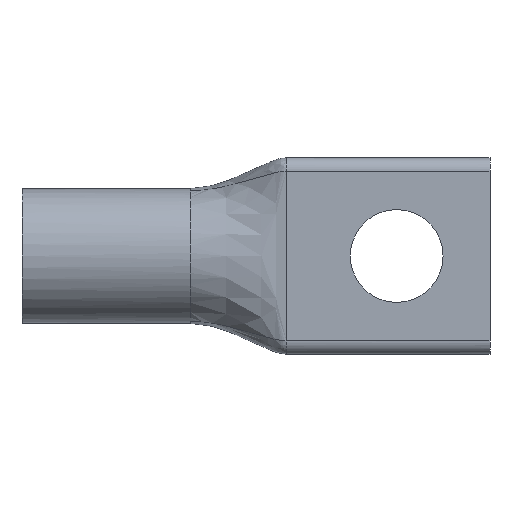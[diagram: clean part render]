
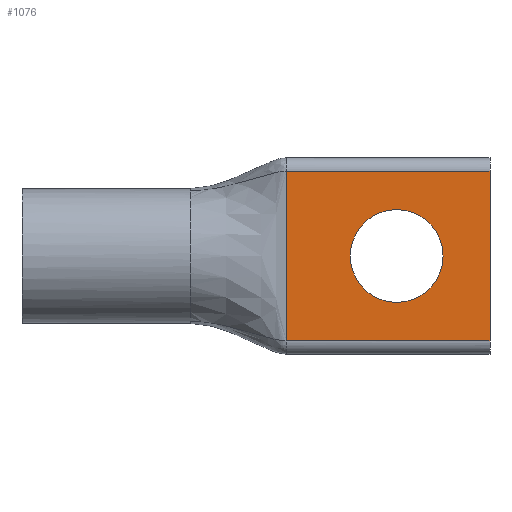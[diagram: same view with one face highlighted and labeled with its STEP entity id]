
A CAD part, front view. The second image highlights one B-rep face of the part: STEP entity #1076.
In plain terms, the highlighted planar face has unit normal (0, -1, 0).
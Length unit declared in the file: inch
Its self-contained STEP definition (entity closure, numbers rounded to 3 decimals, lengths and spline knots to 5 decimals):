
#5 = CIRCLE ( 'NONE', #718, 0.328 ) ;
#77 = PLANE ( 'NONE',  #443 ) ;
#93 = DIRECTION ( 'NONE',  ( -1., 0., 0. ) ) ;
#94 = EDGE_CURVE ( 'NONE', #937, #1399, #5, .T. ) ;
#112 = VERTEX_POINT ( 'NONE', #240 ) ;
#166 = ORIENTED_EDGE ( 'NONE', *, *, #1299, .F. ) ;
#220 = DIRECTION ( 'NONE',  ( 0., -1., 0. ) ) ;
#221 = AXIS2_PLACEMENT_3D ( 'NONE', #382, #831, #984 ) ;
#240 = CARTESIAN_POINT ( 'NONE',  ( 3.31, 0., -0.6 ) ) ;
#329 = CARTESIAN_POINT ( 'NONE',  ( 4.71293, 0., 0. ) ) ;
#333 = EDGE_LOOP ( 'NONE', ( #386, #1519 ) ) ;
#354 = ORIENTED_EDGE ( 'NONE', *, *, #1870, .F. ) ;
#355 = CARTESIAN_POINT ( 'NONE',  ( 1.87, 0., 0. ) ) ;
#359 = DIRECTION ( 'NONE',  ( 0., 0., -1. ) ) ;
#382 = CARTESIAN_POINT ( 'NONE',  ( 2.65, 0., 0. ) ) ;
#386 = ORIENTED_EDGE ( 'NONE', *, *, #94, .T. ) ;
#421 = DIRECTION ( 'NONE',  ( 0., 1., 0. ) ) ;
#443 = AXIS2_PLACEMENT_3D ( 'NONE', #329, #220, #1670 ) ;
#490 = CARTESIAN_POINT ( 'NONE',  ( 3.31, 0., 0. ) ) ;
#515 = CARTESIAN_POINT ( 'NONE',  ( 2.65, 0., -0.328 ) ) ;
#530 = LINE ( 'NONE', #962, #1432 ) ;
#599 = ORIENTED_EDGE ( 'NONE', *, *, #1320, .F. ) ;
#657 = CIRCLE ( 'NONE', #221, 0.328 ) ;
#708 = CARTESIAN_POINT ( 'NONE',  ( 2.65, 0., 0.328 ) ) ;
#718 = AXIS2_PLACEMENT_3D ( 'NONE', #857, #421, #825 ) ;
#775 = ORIENTED_EDGE ( 'NONE', *, *, #919, .F. ) ;
#785 = VERTEX_POINT ( 'NONE', #892 ) ;
#801 = CARTESIAN_POINT ( 'NONE',  ( 4.71293, 0., -0.6 ) ) ;
#825 = DIRECTION ( 'NONE',  ( 0., 0., -1. ) ) ;
#831 = DIRECTION ( 'NONE',  ( 0., 1., 0. ) ) ;
#857 = CARTESIAN_POINT ( 'NONE',  ( 2.65, 0., 0. ) ) ;
#892 = CARTESIAN_POINT ( 'NONE',  ( 1.87, 0., 0.6 ) ) ;
#919 = EDGE_CURVE ( 'NONE', #1105, #785, #1377, .T. ) ;
#937 = VERTEX_POINT ( 'NONE', #515 ) ;
#962 = CARTESIAN_POINT ( 'NONE',  ( 4.71293, 0., 0.6 ) ) ;
#984 = DIRECTION ( 'NONE',  ( 0., 0., -1. ) ) ;
#1029 = VECTOR ( 'NONE', #359, 39.37008 ) ;
#1076 = ADVANCED_FACE ( 'NONE', ( #1540, #1700 ), #77, .T. ) ;
#1080 = CARTESIAN_POINT ( 'NONE',  ( 1.87, 0., -0.6 ) ) ;
#1105 = VERTEX_POINT ( 'NONE', #1080 ) ;
#1153 = VECTOR ( 'NONE', #93, 39.37008 ) ;
#1193 = EDGE_LOOP ( 'NONE', ( #599, #775, #354, #166 ) ) ;
#1282 = LINE ( 'NONE', #801, #1153 ) ;
#1299 = EDGE_CURVE ( 'NONE', #1407, #112, #1817, .T. ) ;
#1308 = CARTESIAN_POINT ( 'NONE',  ( 3.31, 0., 0.6 ) ) ;
#1320 = EDGE_CURVE ( 'NONE', #785, #1407, #530, .T. ) ;
#1377 = LINE ( 'NONE', #355, #1716 ) ;
#1399 = VERTEX_POINT ( 'NONE', #708 ) ;
#1407 = VERTEX_POINT ( 'NONE', #1308 ) ;
#1432 = VECTOR ( 'NONE', #1557, 39.37008 ) ;
#1519 = ORIENTED_EDGE ( 'NONE', *, *, #1798, .T. ) ;
#1540 = FACE_OUTER_BOUND ( 'NONE', #1193, .T. ) ;
#1557 = DIRECTION ( 'NONE',  ( 1., 0., 0. ) ) ;
#1670 = DIRECTION ( 'NONE',  ( 0., 0., -1. ) ) ;
#1700 = FACE_BOUND ( 'NONE', #333, .T. ) ;
#1702 = DIRECTION ( 'NONE',  ( 0., 0., 1. ) ) ;
#1716 = VECTOR ( 'NONE', #1702, 39.37008 ) ;
#1798 = EDGE_CURVE ( 'NONE', #1399, #937, #657, .T. ) ;
#1817 = LINE ( 'NONE', #490, #1029 ) ;
#1870 = EDGE_CURVE ( 'NONE', #112, #1105, #1282, .T. ) ;
